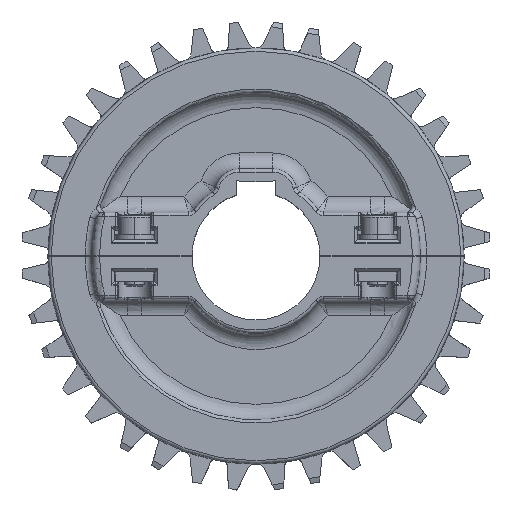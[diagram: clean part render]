
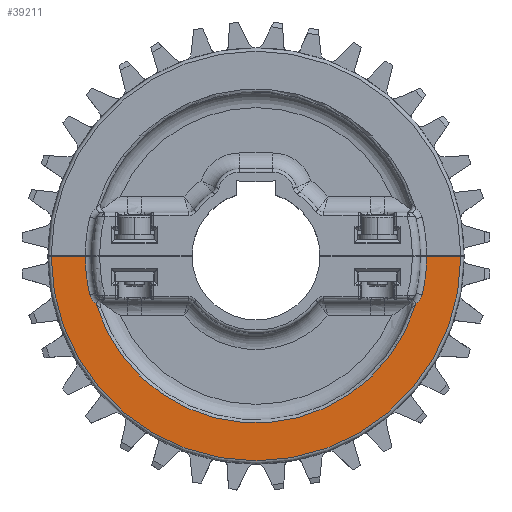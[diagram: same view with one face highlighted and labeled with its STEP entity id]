
A CAD part, top view. The second image highlights one B-rep face of the part: STEP entity #39211.
In plain terms, the highlighted planar face has unit normal (0, 0, 1).
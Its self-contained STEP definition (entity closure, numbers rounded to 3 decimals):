
#38 = EDGE_CURVE ( 'NONE', #38274, #20425, #19522, .T. ) ;
#533 = CARTESIAN_POINT ( 'NONE',  ( 0., 0., 7.5 ) ) ;
#658 = DIRECTION ( 'NONE',  ( 1., 0., 0. ) ) ;
#1352 = AXIS2_PLACEMENT_3D ( 'NONE', #38018, #23002, #22603 ) ;
#1572 = ORIENTED_EDGE ( 'NONE', *, *, #31536, .T. ) ;
#1935 = VECTOR ( 'NONE', #3724, 1000. ) ;
#2188 = DIRECTION ( 'NONE',  ( 0., 0., -1. ) ) ;
#2932 = AXIS2_PLACEMENT_3D ( 'NONE', #533, #18835, #658 ) ;
#2987 = ORIENTED_EDGE ( 'NONE', *, *, #36070, .F. ) ;
#3598 = AXIS2_PLACEMENT_3D ( 'NONE', #16459, #10482, #7715 ) ;
#3652 = DIRECTION ( 'NONE',  ( 1., 0., 0. ) ) ;
#3724 = DIRECTION ( 'NONE',  ( 1., 0., 0. ) ) ;
#3877 = ORIENTED_EDGE ( 'NONE', *, *, #36559, .F. ) ;
#3981 = CARTESIAN_POINT ( 'NONE',  ( 51.966, -12.16, 7.5 ) ) ;
#4803 = LINE ( 'NONE', #22287, #36175 ) ;
#4932 = EDGE_CURVE ( 'NONE', #23107, #20270, #5687, .T. ) ;
#5517 = VERTEX_POINT ( 'NONE', #19334 ) ;
#5687 = CIRCLE ( 'NONE', #1352, 64.05 ) ;
#7238 = AXIS2_PLACEMENT_3D ( 'NONE', #16356, #28746, #31419 ) ;
#7715 = DIRECTION ( 'NONE',  ( 1., 0., 0. ) ) ;
#7851 = DIRECTION ( 'NONE',  ( 0., 0., -1. ) ) ;
#8202 = EDGE_CURVE ( 'NONE', #34456, #38274, #35776, .T. ) ;
#8284 = CARTESIAN_POINT ( 'NONE',  ( 0., 0., 7.5 ) ) ;
#8894 = CARTESIAN_POINT ( 'NONE',  ( -51.966, -12.16, 7.5 ) ) ;
#8917 = AXIS2_PLACEMENT_3D ( 'NONE', #21638, #21910, #3652 ) ;
#10145 = FACE_OUTER_BOUND ( 'NONE', #37556, .T. ) ;
#10386 = CARTESIAN_POINT ( 'NONE',  ( 64.05, -0.125, 7.5 ) ) ;
#10482 = DIRECTION ( 'NONE',  ( 0., 0., -1. ) ) ;
#11824 = ORIENTED_EDGE ( 'NONE', *, *, #38, .T. ) ;
#12317 = PLANE ( 'NONE',  #2932 ) ;
#13198 = DIRECTION ( 'NONE',  ( 1., 0., 0. ) ) ;
#14427 = CARTESIAN_POINT ( 'NONE',  ( -50.029, -14.913, 7.5 ) ) ;
#15146 = AXIS2_PLACEMENT_3D ( 'NONE', #8284, #2188, #17459 ) ;
#15688 = CARTESIAN_POINT ( 'NONE',  ( 53.37, -0.125, 7.5 ) ) ;
#16199 = ORIENTED_EDGE ( 'NONE', *, *, #30632, .T. ) ;
#16356 = CARTESIAN_POINT ( 'NONE',  ( 47.585, -11.135, 7.5 ) ) ;
#16459 = CARTESIAN_POINT ( 'NONE',  ( -47.585, -11.135, 7.5 ) ) ;
#16534 = VERTEX_POINT ( 'NONE', #15688 ) ;
#17459 = DIRECTION ( 'NONE',  ( 1., 0., 0. ) ) ;
#18835 = DIRECTION ( 'NONE',  ( 0., 0., 1. ) ) ;
#19334 = CARTESIAN_POINT ( 'NONE',  ( -53.37, -0.125, 7.5 ) ) ;
#19522 = CIRCLE ( 'NONE', #3598, 4.5 ) ;
#20270 = VERTEX_POINT ( 'NONE', #10386 ) ;
#20425 = VERTEX_POINT ( 'NONE', #8894 ) ;
#21029 = CARTESIAN_POINT ( 'NONE',  ( -64.05, -0.125, 7.5 ) ) ;
#21638 = CARTESIAN_POINT ( 'NONE',  ( 0., 0., 7.5 ) ) ;
#21910 = DIRECTION ( 'NONE',  ( 0., 0., -1. ) ) ;
#21946 = LINE ( 'NONE', #28470, #1935 ) ;
#22287 = CARTESIAN_POINT ( 'NONE',  ( 0., -0.125, 7.5 ) ) ;
#22603 = DIRECTION ( 'NONE',  ( 1., 0., 0. ) ) ;
#23002 = DIRECTION ( 'NONE',  ( 0., 0., 1. ) ) ;
#23107 = VERTEX_POINT ( 'NONE', #21029 ) ;
#24536 = CIRCLE ( 'NONE', #7238, 4.5 ) ;
#26090 = CARTESIAN_POINT ( 'NONE',  ( 0., 0., 7.5 ) ) ;
#26333 = DIRECTION ( 'NONE',  ( 1., 0., 0. ) ) ;
#26629 = CIRCLE ( 'NONE', #37218, 53.37 ) ;
#26978 = ORIENTED_EDGE ( 'NONE', *, *, #8202, .T. ) ;
#27327 = ORIENTED_EDGE ( 'NONE', *, *, #4932, .T. ) ;
#28470 = CARTESIAN_POINT ( 'NONE',  ( 0., -0.125, 7.5 ) ) ;
#28746 = DIRECTION ( 'NONE',  ( 0., 0., -1. ) ) ;
#29997 = CARTESIAN_POINT ( 'NONE',  ( 50.029, -14.913, 7.5 ) ) ;
#30632 = EDGE_CURVE ( 'NONE', #16534, #37401, #26629, .T. ) ;
#31419 = DIRECTION ( 'NONE',  ( 1., 0., 0. ) ) ;
#31536 = EDGE_CURVE ( 'NONE', #37401, #34456, #24536, .T. ) ;
#32323 = EDGE_CURVE ( 'NONE', #20425, #5517, #38760, .T. ) ;
#33578 = ORIENTED_EDGE ( 'NONE', *, *, #32323, .T. ) ;
#34456 = VERTEX_POINT ( 'NONE', #29997 ) ;
#35776 = CIRCLE ( 'NONE', #8917, 52.205 ) ;
#36070 = EDGE_CURVE ( 'NONE', #16534, #20270, #4803, .T. ) ;
#36175 = VECTOR ( 'NONE', #13198, 1000. ) ;
#36559 = EDGE_CURVE ( 'NONE', #23107, #5517, #21946, .T. ) ;
#37218 = AXIS2_PLACEMENT_3D ( 'NONE', #26090, #7851, #26333 ) ;
#37401 = VERTEX_POINT ( 'NONE', #3981 ) ;
#37556 = EDGE_LOOP ( 'NONE', ( #26978, #11824, #33578, #3877, #27327, #2987, #16199, #1572 ) ) ;
#38018 = CARTESIAN_POINT ( 'NONE',  ( 0., 0., 7.5 ) ) ;
#38274 = VERTEX_POINT ( 'NONE', #14427 ) ;
#38760 = CIRCLE ( 'NONE', #15146, 53.37 ) ;
#39211 = ADVANCED_FACE ( 'NONE', ( #10145 ), #12317, .T. ) ;
